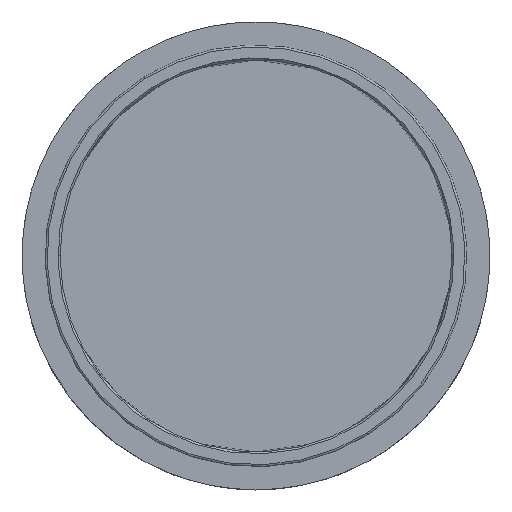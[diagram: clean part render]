
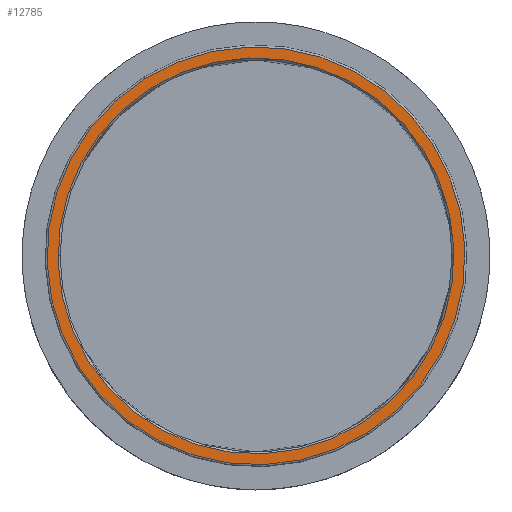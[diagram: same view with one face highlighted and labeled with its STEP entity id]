
A CAD part, top view. The second image highlights one B-rep face of the part: STEP entity #12785.
In plain terms, the highlighted planar face has unit normal (0, 0, 1).
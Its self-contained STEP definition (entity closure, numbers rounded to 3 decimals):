
#126 = EDGE_CURVE ( 'NONE', #8853, #1052, #7765, .T. ) ;
#577 = AXIS2_PLACEMENT_3D ( 'NONE', #8867, #14038, #2249 ) ;
#1052 = VERTEX_POINT ( 'NONE', #13161 ) ;
#1483 = DIRECTION ( 'NONE',  ( -0.533, 0.846, 0. ) ) ;
#2249 = DIRECTION ( 'NONE',  ( 1., 0., 0. ) ) ;
#2654 = ORIENTED_EDGE ( 'NONE', *, *, #5484, .F. ) ;
#5379 = PLANE ( 'NONE',  #577 ) ;
#5484 = EDGE_CURVE ( 'NONE', #6983, #12970, #18841, .T. ) ;
#5635 = ORIENTED_EDGE ( 'NONE', *, *, #17760, .F. ) ;
#5823 = AXIS2_PLACEMENT_3D ( 'NONE', #12192, #8362, #6789 ) ;
#6789 = DIRECTION ( 'NONE',  ( -0.533, 0.846, 0. ) ) ;
#6829 = CARTESIAN_POINT ( 'NONE',  ( -567.672, 902.277, 695. ) ) ;
#6983 = VERTEX_POINT ( 'NONE', #8200 ) ;
#7272 = EDGE_LOOP ( 'NONE', ( #5635, #2654 ) ) ;
#7765 = CIRCLE ( 'NONE', #13491, 1010. ) ;
#8200 = CARTESIAN_POINT ( 'NONE',  ( 567.672, -902.277, 695. ) ) ;
#8362 = DIRECTION ( 'NONE',  ( 0., 0., -1. ) ) ;
#8606 = DIRECTION ( 'NONE',  ( -0.533, 0.846, 0. ) ) ;
#8673 = ORIENTED_EDGE ( 'NONE', *, *, #126, .T. ) ;
#8853 = VERTEX_POINT ( 'NONE', #14789 ) ;
#8867 = CARTESIAN_POINT ( 'NONE',  ( 0., 0., 695. ) ) ;
#10189 = DIRECTION ( 'NONE',  ( 0., 0., -1. ) ) ;
#11977 = CARTESIAN_POINT ( 'NONE',  ( 0., 0., 695. ) ) ;
#12192 = CARTESIAN_POINT ( 'NONE',  ( 0., 0., 695. ) ) ;
#12348 = FACE_BOUND ( 'NONE', #20736, .T. ) ;
#12785 = ADVANCED_FACE ( 'NONE', ( #12348, #19205 ), #5379, .T. ) ;
#12970 = VERTEX_POINT ( 'NONE', #6829 ) ;
#13161 = CARTESIAN_POINT ( 'NONE',  ( -537.851, 854.878, 695. ) ) ;
#13491 = AXIS2_PLACEMENT_3D ( 'NONE', #19425, #19200, #15587 ) ;
#13606 = CARTESIAN_POINT ( 'NONE',  ( 0., 0., 695. ) ) ;
#13712 = CIRCLE ( 'NONE', #5823, 1066. ) ;
#14038 = DIRECTION ( 'NONE',  ( 0., 0., 1. ) ) ;
#14179 = AXIS2_PLACEMENT_3D ( 'NONE', #11977, #10189, #8606 ) ;
#14789 = CARTESIAN_POINT ( 'NONE',  ( 537.851, -854.878, 695. ) ) ;
#14979 = ORIENTED_EDGE ( 'NONE', *, *, #16326, .T. ) ;
#15587 = DIRECTION ( 'NONE',  ( -0.533, 0.846, 0. ) ) ;
#15869 = AXIS2_PLACEMENT_3D ( 'NONE', #13606, #20464, #1483 ) ;
#16326 = EDGE_CURVE ( 'NONE', #1052, #8853, #21955, .T. ) ;
#17760 = EDGE_CURVE ( 'NONE', #12970, #6983, #13712, .T. ) ;
#18841 = CIRCLE ( 'NONE', #14179, 1066. ) ;
#19200 = DIRECTION ( 'NONE',  ( 0., 0., -1. ) ) ;
#19205 = FACE_OUTER_BOUND ( 'NONE', #7272, .T. ) ;
#19425 = CARTESIAN_POINT ( 'NONE',  ( 0., 0., 695. ) ) ;
#20464 = DIRECTION ( 'NONE',  ( 0., 0., -1. ) ) ;
#20736 = EDGE_LOOP ( 'NONE', ( #8673, #14979 ) ) ;
#21955 = CIRCLE ( 'NONE', #15869, 1010. ) ;
